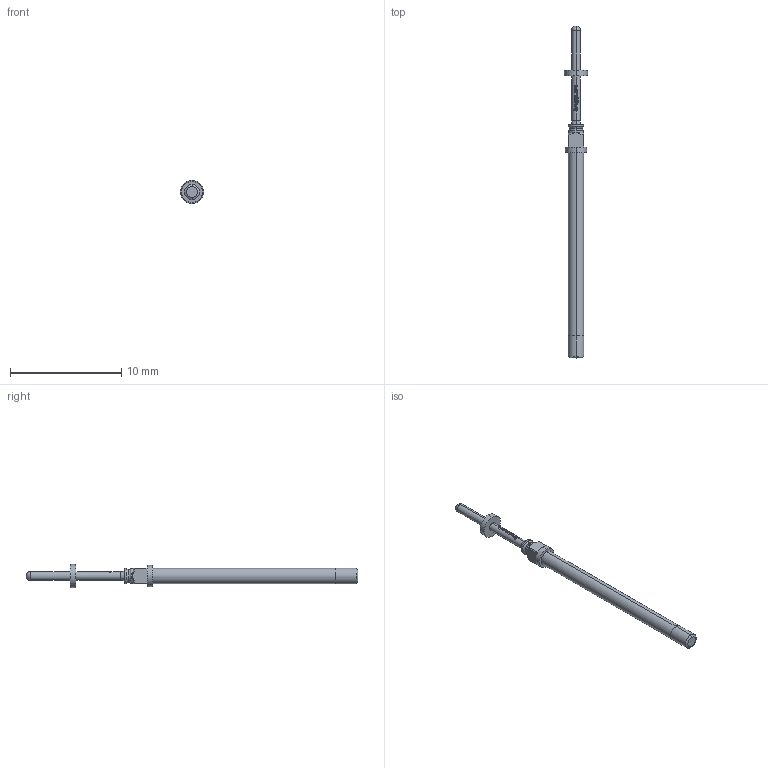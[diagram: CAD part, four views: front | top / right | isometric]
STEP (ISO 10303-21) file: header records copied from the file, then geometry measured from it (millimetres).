
FILE_DESCRIPTION (( 'STEP AP203' ), '1' );
FILE_NAME ('INGUN_T-899_305_080_400_210Axx02M.STEP', '2022-02-09T11:23:14', ( 'ochi' ), ( '' ), 'SwSTEP 2.0', 'SolidWorks 2018', '' );
FILE_SCHEMA (( 'CONFIG_CONTROL_DESIGN' ));
Length unit declared in the file: millimetre
Products named in the file (1): INGUN_T-899_305_080_400_210Axx02M
Bounding box: 2.1 x 29.9 x 2.1 mm (x, y, z)
Volume: 37.8 mm3; surface area: 127.3 mm2
Topology: 1 solids, 1 shells, 125 faces, 340 edges, 223 vertices
Faces by surface type: plane 56, cylinder 35, bspline 22, cone 6, torus 4, sphere 2
Entity records: 4305 total; most frequent: CARTESIAN_POINT 1211, ORIENTED_EDGE 672, DIRECTION 584, EDGE_CURVE 336, AXIS2_PLACEMENT_3D 236, VERTEX_POINT 221, EDGE_LOOP 133, CIRCLE 132
